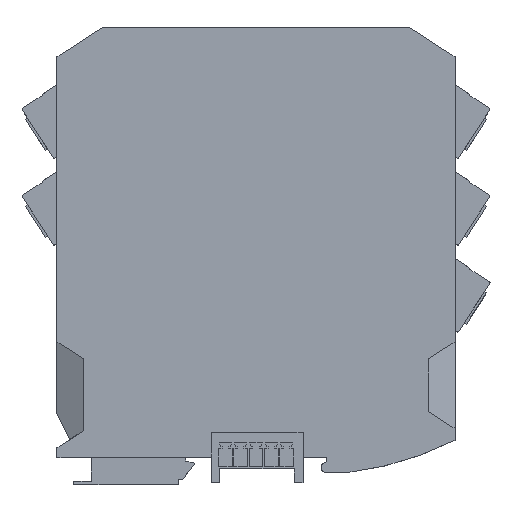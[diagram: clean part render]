
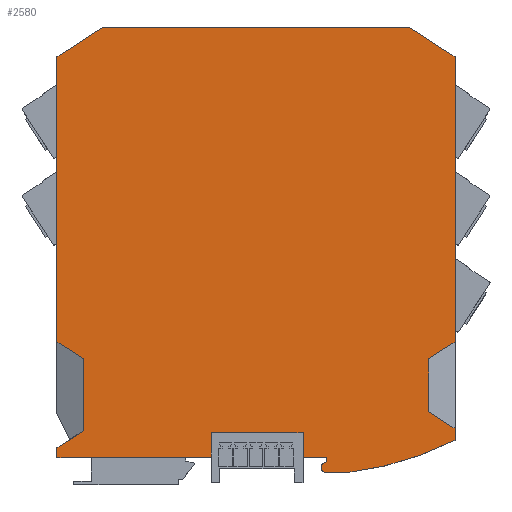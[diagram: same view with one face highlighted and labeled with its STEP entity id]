
A CAD part, top view. The second image highlights one B-rep face of the part: STEP entity #2580.
In plain terms, the highlighted planar face has unit normal (0, 0, 1).
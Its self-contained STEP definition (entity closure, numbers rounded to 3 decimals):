
#480=CARTESIAN_POINT('',(-36.28,53.323,
12.6));
#490=DIRECTION('',(0.,0.,1.));
#500=DIRECTION('',(0.,-1.,0.));
#510=AXIS2_PLACEMENT_3D('',#480,#490,#500);
#520=PLANE('',#510);
#530=CARTESIAN_POINT('',(-43.,0.,12.6));
#540=DIRECTION('',(0.,1.,0.));
#550=VECTOR('',#540,1.);
#560=LINE('',#530,#550);
#570=CARTESIAN_POINT('',(-43.,6.74,
12.6));
#580=VERTEX_POINT('',#570);
#590=CARTESIAN_POINT('',(-43.,24.679,
12.6));
#600=VERTEX_POINT('',#590);
#610=EDGE_CURVE('',#580,#600,#560,.T.);
#620=ORIENTED_EDGE('',*,*,#610,.F.);
#630=CARTESIAN_POINT('',(0.,-3.246,12.6));
#640=DIRECTION('',(0.839,-0.545,
0.));
#650=VECTOR('',#640,1.);
#660=LINE('',#630,#650);
#670=CARTESIAN_POINT('',(-49.5,28.9,
12.6));
#680=VERTEX_POINT('',#670);
#690=EDGE_CURVE('',#680,#600,#660,.T.);
#700=ORIENTED_EDGE('',*,*,#690,.T.);
#710=CARTESIAN_POINT('',(-49.5,0.,12.6));
#720=DIRECTION('',(0.,-1.,0.));
#730=VECTOR('',#720,1.);
#740=LINE('',#710,#730);
#750=CARTESIAN_POINT('',(-49.5,99.762,
12.6));
#760=VERTEX_POINT('',#750);
#770=EDGE_CURVE('',#760,#680,#740,.T.);
#780=ORIENTED_EDGE('',*,*,#770,.T.);
#790=CARTESIAN_POINT('',(-0.817,131.377,
12.6));
#800=DIRECTION('',(0.839,0.545,
0.));
#810=VECTOR('',#800,1.);
#820=LINE('',#790,#810);
#830=CARTESIAN_POINT('',(-38.2,107.1,
12.6));
#840=VERTEX_POINT('',#830);
#850=EDGE_CURVE('',#760,#840,#820,.T.);
#860=ORIENTED_EDGE('',*,*,#850,.F.);
#870=CARTESIAN_POINT('',(-32.78,107.1,
12.6));
#880=DIRECTION('',(1.,0.,0.));
#890=VECTOR('',#880,1.);
#900=LINE('',#870,#890);
#910=CARTESIAN_POINT('',(38.2,107.1,
12.6));
#920=VERTEX_POINT('',#910);
#930=EDGE_CURVE('',#840,#920,#900,.T.);
#940=ORIENTED_EDGE('',*,*,#930,.F.);
#950=CARTESIAN_POINT('',(0.817,131.377,
12.6));
#960=DIRECTION('',(0.839,-0.545,
0.));
#970=VECTOR('',#960,1.);
#980=LINE('',#950,#970);
#990=CARTESIAN_POINT('',(49.5,99.762,
12.6));
#1000=VERTEX_POINT('',#990);
#1010=EDGE_CURVE('',#920,#1000,#980,.T.);
#1020=ORIENTED_EDGE('',*,*,#1010,.F.);
#1030=CARTESIAN_POINT('',(49.5,0.,12.6));
#1040=DIRECTION('',(0.,1.,0.));
#1050=VECTOR('',#1040,1.);
#1060=LINE('',#1030,#1050);
#1070=CARTESIAN_POINT('',(49.5,28.9,
12.6));
#1080=VERTEX_POINT('',#1070);
#1090=EDGE_CURVE('',#1080,#1000,#1060,.T.);
#1100=ORIENTED_EDGE('',*,*,#1090,.T.);
#1110=CARTESIAN_POINT('',(0.,-3.246,12.6));
#1120=DIRECTION('',(-0.839,-0.545,
0.));
#1130=VECTOR('',#1120,1.);
#1140=LINE('',#1110,#1130);
#1150=CARTESIAN_POINT('',(43.,24.679,
12.6));
#1160=VERTEX_POINT('',#1150);
#1170=EDGE_CURVE('',#1080,#1160,#1140,.T.);
#1180=ORIENTED_EDGE('',*,*,#1170,.F.);
#1190=CARTESIAN_POINT('',(43.,0.,12.6));
#1200=DIRECTION('',(0.,-1.,0.));
#1210=VECTOR('',#1200,1.);
#1220=LINE('',#1190,#1210);
#1230=CARTESIAN_POINT('',(43.,11.521,
12.6));
#1240=VERTEX_POINT('',#1230);
#1250=EDGE_CURVE('',#1160,#1240,#1220,.T.);
#1260=ORIENTED_EDGE('',*,*,#1250,.F.);
#1270=CARTESIAN_POINT('',(0.,39.446,12.6));
#1280=DIRECTION('',(0.839,-0.545,
0.));
#1290=VECTOR('',#1280,1.);
#1300=LINE('',#1270,#1290);
#1310=CARTESIAN_POINT('',(49.5,7.3,
12.6));
#1320=VERTEX_POINT('',#1310);
#1330=EDGE_CURVE('',#1240,#1320,#1300,.T.);
#1340=ORIENTED_EDGE('',*,*,#1330,.F.);
#1350=CARTESIAN_POINT('',(49.5,0.,12.6));
#1360=DIRECTION('',(0.,1.,0.));
#1370=VECTOR('',#1360,1.);
#1380=LINE('',#1350,#1370);
#1390=CARTESIAN_POINT('',(49.5,4.408,
12.6));
#1400=VERTEX_POINT('',#1390);
#1410=EDGE_CURVE('',#1400,#1320,#1380,.T.);
#1420=ORIENTED_EDGE('',*,*,#1410,.T.);
#1430=CARTESIAN_POINT('',(13.5,75.85,
12.6));
#1440=DIRECTION('',(0.,0.,-1.));
#1450=DIRECTION('',(-1.,0.,0.));
#1460=AXIS2_PLACEMENT_3D('',#1430,#1440,#1450);
#1470=CIRCLE('',#1460,80.);
#1480=CARTESIAN_POINT('',(22.865,-3.6,
12.6));
#1490=VERTEX_POINT('',#1480);
#1500=EDGE_CURVE('',#1400,#1490,#1470,.T.);
#1510=ORIENTED_EDGE('',*,*,#1500,.F.);
#1520=CARTESIAN_POINT('',(0.,-3.6,
12.6));
#1530=DIRECTION('',(-1.,0.,0.));
#1540=VECTOR('',#1530,1.);
#1550=LINE('',#1520,#1540);
#1560=CARTESIAN_POINT('',(17.45,-3.6,
12.6));
#1570=VERTEX_POINT('',#1560);
#1580=EDGE_CURVE('',#1490,#1570,#1550,.T.);
#1590=ORIENTED_EDGE('',*,*,#1580,.F.);
#1600=CARTESIAN_POINT('',(17.45,-2.35,
12.6));
#1610=DIRECTION('',(0.,0.,-1.));
#1620=DIRECTION('',(0.,1.,0.));
#1630=AXIS2_PLACEMENT_3D('',#1600,#1610,#1620);
#1640=CIRCLE('',#1630,1.25);
#1650=CARTESIAN_POINT('',(16.2,-2.35,
12.6));
#1660=VERTEX_POINT('',#1650);
#1670=EDGE_CURVE('',#1570,#1660,#1640,.T.);
#1680=ORIENTED_EDGE('',*,*,#1670,.F.);
#1690=CARTESIAN_POINT('',(16.2,-2.35,
12.6));
#1700=DIRECTION('',(0.,1.,0.));
#1710=VECTOR('',#1700,1.);
#1720=LINE('',#1690,#1710);
#1730=CARTESIAN_POINT('',(16.2,-2.303,
12.6));
#1740=VERTEX_POINT('',#1730);
#1750=EDGE_CURVE('',#1660,#1740,#1720,.T.);
#1760=ORIENTED_EDGE('',*,*,#1750,.F.);
#1770=CARTESIAN_POINT('',(17.45,-2.303,
12.6));
#1780=DIRECTION('',(0.,0.,1.));
#1790=DIRECTION('',(0.,1.,0.));
#1800=AXIS2_PLACEMENT_3D('',#1770,#1780,#1790);
#1810=CIRCLE('',#1800,1.25);
#1820=CARTESIAN_POINT('',(16.922,-1.17,
12.6));
#1830=VERTEX_POINT('',#1820);
#1840=EDGE_CURVE('',#1830,#1740,#1810,.T.);
#1850=ORIENTED_EDGE('',*,*,#1840,.T.);
#1860=CARTESIAN_POINT('',(0.,-9.06,
12.6));
#1870=DIRECTION('',(-0.906,-0.423,
0.));
#1880=VECTOR('',#1870,1.);
#1890=LINE('',#1860,#1880);
#1900=CARTESIAN_POINT('',(17.5,-0.9,
12.6));
#1910=VERTEX_POINT('',#1900);
#1920=EDGE_CURVE('',#1910,#1830,#1890,.T.);
#1930=ORIENTED_EDGE('',*,*,#1920,.T.);
#1940=CARTESIAN_POINT('',(17.5,-52.3,
12.6));
#1950=DIRECTION('',(0.,-1.,0.));
#1960=VECTOR('',#1950,1.);
#1970=LINE('',#1940,#1960);
#1980=CARTESIAN_POINT('',(17.5,0.1,
12.6));
#1990=VERTEX_POINT('',#1980);
#2000=EDGE_CURVE('',#1990,#1910,#1970,.T.);
#2010=ORIENTED_EDGE('',*,*,#2000,.T.);
#2020=CARTESIAN_POINT('',(0.,0.1,
12.6));
#2030=DIRECTION('',(1.,0.,0.));
#2040=VECTOR('',#2030,1.);
#2050=LINE('',#2020,#2040);
#2060=CARTESIAN_POINT('',(11.7,0.1,
12.6));
#2070=VERTEX_POINT('',#2060);
#2080=EDGE_CURVE('',#2070,#1990,#2050,.T.);
#2090=ORIENTED_EDGE('',*,*,#2080,.T.);
#2100=CARTESIAN_POINT('',(11.7,0.,
12.6));
#2110=DIRECTION('',(0.,-1.,0.));
#2120=VECTOR('',#2110,1.);
#2130=LINE('',#2100,#2120);
#2140=CARTESIAN_POINT('',(11.7,6.3,
12.6));
#2150=VERTEX_POINT('',#2140);
#2160=EDGE_CURVE('',#2150,#2070,#2130,.T.);
#2170=ORIENTED_EDGE('',*,*,#2160,.T.);
#2180=CARTESIAN_POINT('',(0.,6.3,
12.6));
#2190=DIRECTION('',(1.,0.,0.));
#2200=VECTOR('',#2190,1.);
#2210=LINE('',#2180,#2200);
#2220=CARTESIAN_POINT('',(-11.1,6.3,
12.6));
#2230=VERTEX_POINT('',#2220);
#2240=EDGE_CURVE('',#2230,#2150,#2210,.T.);
#2250=ORIENTED_EDGE('',*,*,#2240,.T.);
#2260=CARTESIAN_POINT('',(-11.1,0.,12.6));
#2270=DIRECTION('',(0.,1.,0.));
#2280=VECTOR('',#2270,1.);
#2290=LINE('',#2260,#2280);
#2300=CARTESIAN_POINT('',(-11.1,0.1,
12.6));
#2310=VERTEX_POINT('',#2300);
#2320=EDGE_CURVE('',#2310,#2230,#2290,.T.);
#2330=ORIENTED_EDGE('',*,*,#2320,.T.);
#2340=CARTESIAN_POINT('',(0.,0.1,12.6));
#2350=DIRECTION('',(1.,0.,0.));
#2360=VECTOR('',#2350,1.);
#2370=LINE('',#2340,#2360);
#2380=CARTESIAN_POINT('',(-49.5,0.1,
12.6));
#2390=VERTEX_POINT('',#2380);
#2400=EDGE_CURVE('',#2390,#2310,#2370,.T.);
#2410=ORIENTED_EDGE('',*,*,#2400,.T.);
#2420=CARTESIAN_POINT('',(-49.5,-30.7,
12.6));
#2430=DIRECTION('',(0.,1.,0.));
#2440=VECTOR('',#2430,1.);
#2450=LINE('',#2420,#2440);
#2460=CARTESIAN_POINT('',(-49.5,2.519,
12.6));
#2470=VERTEX_POINT('',#2460);
#2480=EDGE_CURVE('',#2390,#2470,#2450,.T.);
#2490=ORIENTED_EDGE('',*,*,#2480,.F.);
#2500=CARTESIAN_POINT('',(-0.272,34.488,
12.6));
#2510=DIRECTION('',(0.839,0.545,
0.));
#2520=VECTOR('',#2510,1.);
#2530=LINE('',#2500,#2520);
#2540=EDGE_CURVE('',#2470,#580,#2530,.T.);
#2550=ORIENTED_EDGE('',*,*,#2540,.F.);
#2560=EDGE_LOOP('',(#2550,#2490,#2410,#2330,#2250,#2170,#2090,#2010,
#1930,#1850,#1760,#1680,#1590,#1510,#1420,#1340,#1260,#1180,#1100,#1020,
#940,#860,#780,#700,#620));
#2570=FACE_OUTER_BOUND('',#2560,.T.);
#2580=ADVANCED_FACE('',(#2570),#520,.T.);
